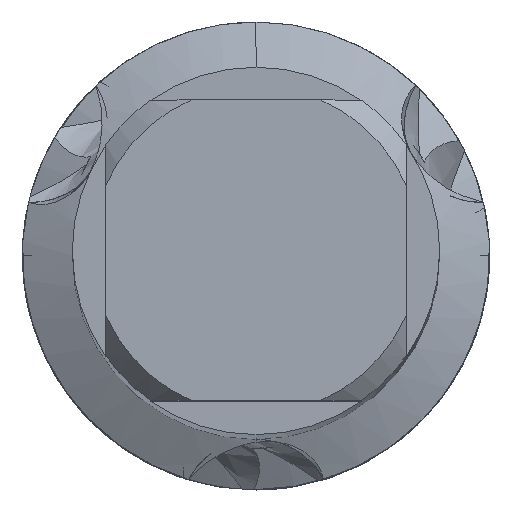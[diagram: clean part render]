
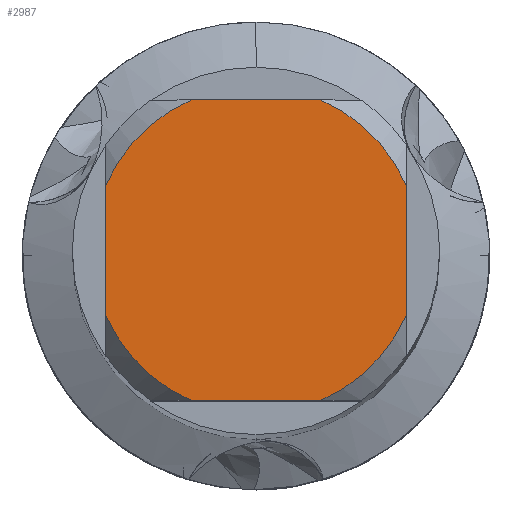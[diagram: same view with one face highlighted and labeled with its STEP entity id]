
A CAD part, top view. The second image highlights one B-rep face of the part: STEP entity #2987.
In plain terms, the highlighted planar face has unit normal (0, 0, 1).
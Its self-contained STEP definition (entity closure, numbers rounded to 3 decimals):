
#1223=EDGE_CURVE('',#2569,#2269,#3532,.T.);
#1451=VERTEX_POINT('',#3785);
#1723=VERTEX_POINT('',#4084);
#1815=EDGE_CURVE('',#2323,#2521,#4188,.T.);
#2015=VERTEX_POINT('',#4400);
#2095=VERTEX_POINT('',#4489);
#2153=EDGE_CURVE('',#2569,#2521,#4551,.T.);
#2251=EDGE_CURVE('',#2323,#1723,#4661,.T.);
#2269=VERTEX_POINT('',#4681);
#2323=VERTEX_POINT('',#4743);
#2521=VERTEX_POINT('',#4954);
#2569=VERTEX_POINT('',#5005);
#2793=EDGE_CURVE('',#1451,#2015,#5252,.T.);
#2909=EDGE_CURVE('',#2095,#2015,#5380,.T.);
#2987=ADVANCED_FACE('',(#5466),#5467,.T.);
#2995=EDGE_CURVE('',#1451,#2269,#5475,.T.);
#3431=EDGE_CURVE('',#2095,#1723,#5940,.T.);
#3532=LINE('',#6098,#6099);
#3785=CARTESIAN_POINT('',(-1.939,-4.5,0.0));
#4084=CARTESIAN_POINT('',(4.5,1.939,0.0));
#4188=LINE('',#7875,#7876);
#4400=CARTESIAN_POINT('',(1.939,-4.5,0.0));
#4489=CARTESIAN_POINT('',(4.5,-1.939,0.0));
#4551=CIRCLE('',#8706,4.9);
#4661=CIRCLE('',#8997,4.9);
#4681=CARTESIAN_POINT('',(-4.5,-1.939,0.0));
#4743=CARTESIAN_POINT('',(1.939,4.5,0.0));
#4954=CARTESIAN_POINT('',(-1.939,4.5,0.0));
#5005=CARTESIAN_POINT('',(-4.5,1.939,0.0));
#5252=LINE('',#11161,#11162);
#5380=CIRCLE('',#11435,4.9);
#5466=FACE_OUTER_BOUND('',#11613,.T.);
#5467=PLANE('',#11614);
#5475=CIRCLE('',#11623,4.9);
#5940=LINE('',#13187,#13188);
#6098=CARTESIAN_POINT('',(-4.5,1.225,0.0));
#6099=VECTOR('',#13335,1.0);
#7875=CARTESIAN_POINT('',(0.0,4.5,0.0));
#7876=VECTOR('',#14080,1.0);
#8706=AXIS2_PLACEMENT_3D('',#14406,#14407,#14408);
#8997=AXIS2_PLACEMENT_3D('',#14548,#14549,#14550);
#11161=CARTESIAN_POINT('',(0.0,-4.5,0.0));
#11162=VECTOR('',#15279,1.0);
#11435=AXIS2_PLACEMENT_3D('',#15416,#15417,#15418);
#11613=EDGE_LOOP('',(#15510,#15511,#15512,#15513,#15514,#15515,#15516,#15517));
#11614=AXIS2_PLACEMENT_3D('',#15518,#15519,#15520);
#11623=AXIS2_PLACEMENT_3D('',#15521,#15522,#15523);
#13187=CARTESIAN_POINT('',(4.5,1.225,0.0));
#13188=VECTOR('',#15981,1.0);
#13335=DIRECTION('',(-0.0,-1.0,0.0));
#14080=DIRECTION('',(-1.0,0.0,0.0));
#14406=CARTESIAN_POINT('',(0.0,0.0,0.0));
#14407=DIRECTION('',(0.0,0.0,-1.0));
#14408=DIRECTION('',(0.0,1.0,0.0));
#14548=CARTESIAN_POINT('',(0.0,0.0,0.0));
#14549=DIRECTION('',(0.0,0.0,-1.0));
#14550=DIRECTION('',(0.0,1.0,0.0));
#15279=DIRECTION('',(1.0,0.0,0.0));
#15416=CARTESIAN_POINT('',(0.0,0.0,0.0));
#15417=DIRECTION('',(0.0,0.0,-1.0));
#15418=DIRECTION('',(0.0,1.0,0.0));
#15510=ORIENTED_EDGE('',*,*,#1223,.T.);
#15511=ORIENTED_EDGE('',*,*,#2995,.F.);
#15512=ORIENTED_EDGE('',*,*,#2793,.T.);
#15513=ORIENTED_EDGE('',*,*,#2909,.F.);
#15514=ORIENTED_EDGE('',*,*,#3431,.T.);
#15515=ORIENTED_EDGE('',*,*,#2251,.F.);
#15516=ORIENTED_EDGE('',*,*,#1815,.T.);
#15517=ORIENTED_EDGE('',*,*,#2153,.F.);
#15518=CARTESIAN_POINT('',(0.0,2.45,0.0));
#15519=DIRECTION('',(-0.0,0.0,1.0));
#15520=DIRECTION('',(0.0,-1.0,0.0));
#15521=CARTESIAN_POINT('',(0.0,0.0,0.0));
#15522=DIRECTION('',(0.0,0.0,-1.0));
#15523=DIRECTION('',(0.0,1.0,0.0));
#15981=DIRECTION('',(-0.0,1.0,0.0));
